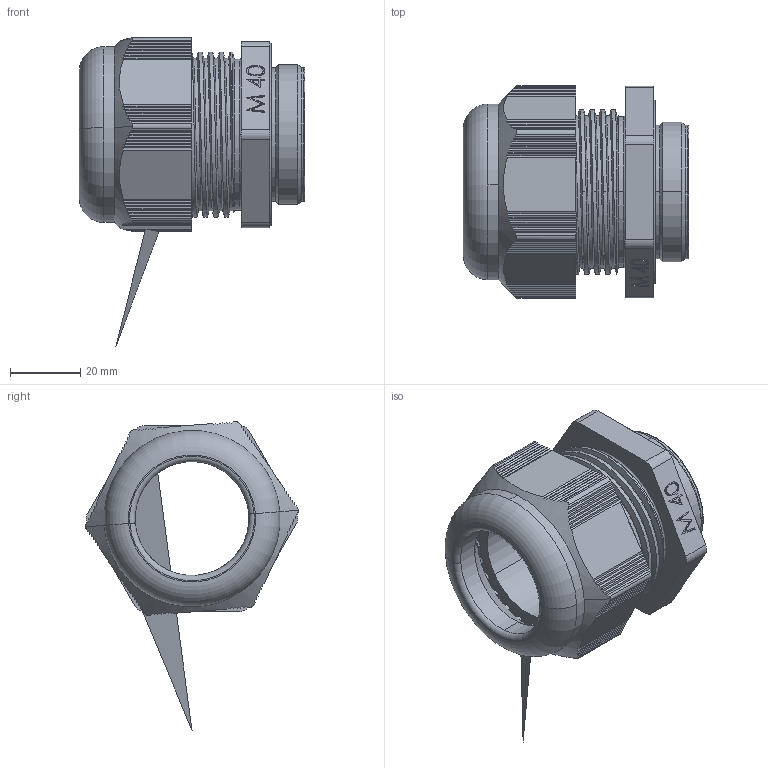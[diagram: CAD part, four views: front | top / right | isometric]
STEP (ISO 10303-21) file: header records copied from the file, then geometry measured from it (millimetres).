
FILE_DESCRIPTION(('Creo Elements/Direct Modeling STEP Export'),'2;1');
FILE_NAME('0lndrp34e9mqjbm4572','2017-12-19T13:42:26',(''),(''),'PTC Creo Elements/Direct Modeling STEP processor for AP214 (Solid Model)','PTC Creo Elements/Direct Modeling 19.0E 27-Jun-2016 (C) Parametric Technology GmbH','');
FILE_SCHEMA(('AUTOMOTIVE_DESIGN { 1 0 10303 214 1 1 1 1 }'));
Length unit declared in the file: millimetre
Products named in the file (4): G7X40420S; G7X36000; D9036800; AS_M40I
Assembly tree (3 placements, depth 2):
  AS_M40I
    D9036800
    G7X36000
    G7X40420S
Bounding box: 64.16 x 60.56 x 87.82 mm (x, y, z)
Volume: 64922.1 mm3; surface area: 39798.5 mm2
Topology: 3 solids, 3 shells, 584 faces, 1692 edges, 1124 vertices
Faces by surface type: plane 307, cylinder 157, torus 54, cone 46, bspline 20
Entity records: 28668 total; most frequent: CARTESIAN_POINT 14300, ORIENTED_EDGE 3384, DIRECTION 2533, EDGE_CURVE 1692, VERTEX_POINT 1124, AXIS2_PLACEMENT_3D 859, VECTOR 815, LINE 815
